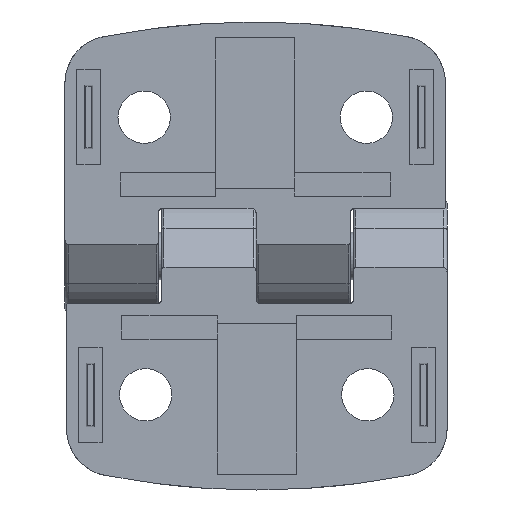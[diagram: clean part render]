
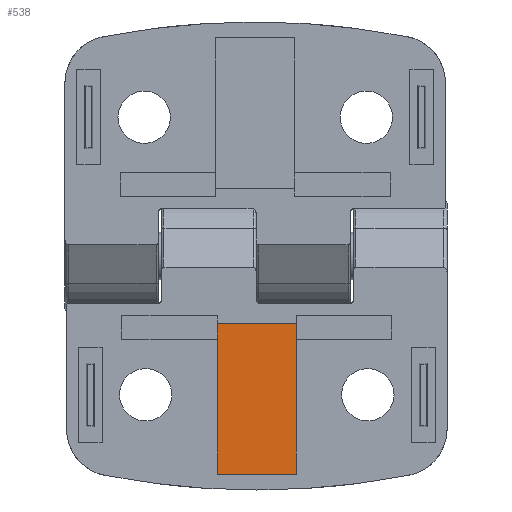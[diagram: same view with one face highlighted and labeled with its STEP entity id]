
A CAD part, front view. The second image highlights one B-rep face of the part: STEP entity #538.
In plain terms, the highlighted planar face has unit normal (0, -1, 0).
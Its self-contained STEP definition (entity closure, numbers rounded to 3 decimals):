
#538=ADVANCED_FACE('NONE',(#1221),#1222,.F.);
#1221=FACE_OUTER_BOUND('',#2834,.T.);
#1222=PLANE('',#2835);
#2834=EDGE_LOOP('',(#5416,#5417,#5418,#5419,#5420,#5421));
#2835=AXIS2_PLACEMENT_3D('',#5422,#5423,#5424);
#5416=ORIENTED_EDGE('',*,*,#7019,.T.);
#5417=ORIENTED_EDGE('',*,*,#6996,.T.);
#5418=ORIENTED_EDGE('',*,*,#7027,.T.);
#5419=ORIENTED_EDGE('',*,*,#7014,.T.);
#5420=ORIENTED_EDGE('',*,*,#7023,.T.);
#5421=ORIENTED_EDGE('',*,*,#7025,.T.);
#5422=CARTESIAN_POINT('',(5.2,1.5,-8.5));
#5423=DIRECTION('',(-0.0,1.0,0.0));
#5424=DIRECTION('',(1.0,0.0,0.0));
#6996=EDGE_CURVE('NONE',#8086,#8090,#8092,.T.);
#7014=EDGE_CURVE('NONE',#8116,#8100,#8117,.T.);
#7019=EDGE_CURVE('NONE',#8122,#8086,#8123,.T.);
#7023=EDGE_CURVE('NONE',#8100,#8126,#8128,.T.);
#7025=EDGE_CURVE('NONE',#8126,#8122,#8130,.T.);
#7027=EDGE_CURVE('NONE',#8090,#8116,#8132,.T.);
#8086=VERTEX_POINT('NONE',#10398);
#8090=VERTEX_POINT('NONE',#10404);
#8092=LINE('',#10407,#10408);
#8100=VERTEX_POINT('NONE',#10419);
#8116=VERTEX_POINT('NONE',#10443);
#8117=LINE('',#10444,#10445);
#8122=VERTEX_POINT('NONE',#10452);
#8123=LINE('',#10453,#10454);
#8126=VERTEX_POINT('NONE',#10458);
#8128=LINE('',#10461,#10462);
#8130=LINE('',#10464,#10465);
#8132=LINE('',#10467,#10468);
#10398=CARTESIAN_POINT('',(5.2,1.5,-10.5));
#10404=CARTESIAN_POINT('',(5.2,1.5,-8.5));
#10407=CARTESIAN_POINT('',(5.2,1.5,-8.5));
#10408=VECTOR('',#12539,1000.0);
#10419=CARTESIAN_POINT('',(-4.8,1.5,-10.5));
#10443=CARTESIAN_POINT('',(-4.8,1.5,-8.5));
#10444=CARTESIAN_POINT('',(-4.8,1.5,-8.5));
#10445=VECTOR('',#12551,1000.0);
#10452=CARTESIAN_POINT('',(5.2,1.5,-27.5));
#10453=CARTESIAN_POINT('',(5.2,1.5,-8.5));
#10454=VECTOR('',#12554,1000.0);
#10458=CARTESIAN_POINT('',(-4.8,1.5,-27.5));
#10461=CARTESIAN_POINT('',(-4.8,1.5,-8.5));
#10462=VECTOR('',#12557,1000.0);
#10464=CARTESIAN_POINT('',(5.2,1.5,-27.5));
#10465=VECTOR('',#12558,1000.0);
#10467=CARTESIAN_POINT('',(5.2,1.5,-8.5));
#10468=VECTOR('',#12559,1000.0);
#12539=DIRECTION('',(0.,0.0,1.0));
#12551=DIRECTION('',(0.,0.0,-1.0));
#12554=DIRECTION('',(0.,0.0,1.0));
#12557=DIRECTION('',(0.,0.0,-1.0));
#12558=DIRECTION('',(1.0,0.0,0.));
#12559=DIRECTION('',(-1.0,-0.0,0.));
